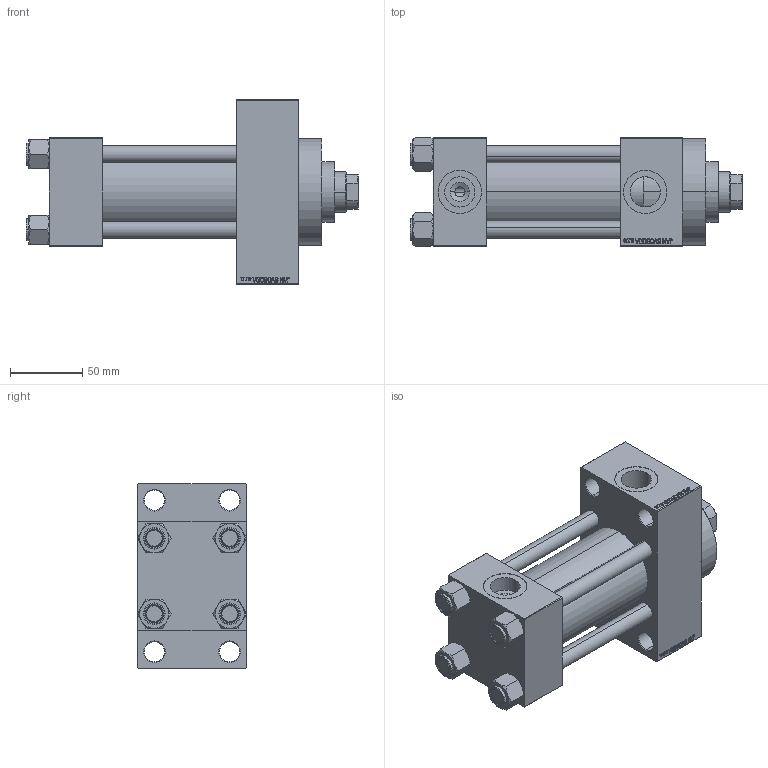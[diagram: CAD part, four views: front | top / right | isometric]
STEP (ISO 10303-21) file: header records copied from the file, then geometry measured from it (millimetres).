
FILE_DESCRIPTION (( 'STEP AP203' ), '1' );
FILE_NAME ('aef4.STEP', '2023-08-23T09:36:59', ( '' ), ( '' ), 'SwSTEP 2.0', 'SolidWorks 2019', '' );
FILE_SCHEMA (( 'CONFIG_CONTROL_DESIGN' ));
Length unit declared in the file: millimetre
Products named in the file (6): V215CR_D_TYCINKA 9856e11aa4d76a45e9c35695e1681fa9; NUT_M5_D 9856e11aa4d76a45e9c35695e1681fa9; V215_VC_A 9856e11aa4d76a45e9c35695e1681fa9; V215CR_D_Body 9856e11aa4d76a45e9c35695e1681fa9; V215CR_VCP_D 9856e11aa4d76a45e9c35695e1681fa9; aef4
Assembly tree (11 placements, depth 2):
  aef4
    V215CR_D_Body 9856e11aa4d76a45e9c35695e1681fa9
    V215CR_VCP_D 9856e11aa4d76a45e9c35695e1681fa9
    NUT_M5_D 9856e11aa4d76a45e9c35695e1681fa9  x4
    V215CR_D_TYCINKA 9856e11aa4d76a45e9c35695e1681fa9  x4
    V215_VC_A 9856e11aa4d76a45e9c35695e1681fa9
Bounding box: 230 x 75.54 x 128 mm (x, y, z)
Volume: 861077.5 mm3; surface area: 190620 mm2
Topology: 11 solids, 11 shells, 1103 faces, 2751 edges, 1781 vertices
Faces by surface type: plane 497, bspline 368, cone 142, cylinder 88, torus 8
Entity records: 47219 total; most frequent: CARTESIAN_POINT 25080, ORIENTED_EDGE 4994, DIRECTION 3191, EDGE_CURVE 2497, VERTEX_POINT 1637, VECTOR 1503, LINE 1503, EDGE_LOOP 1114
